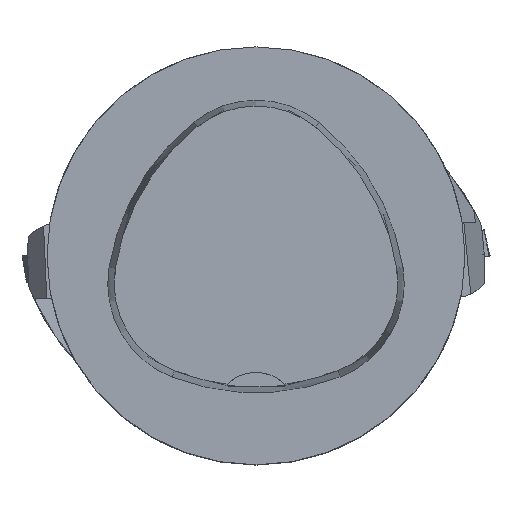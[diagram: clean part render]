
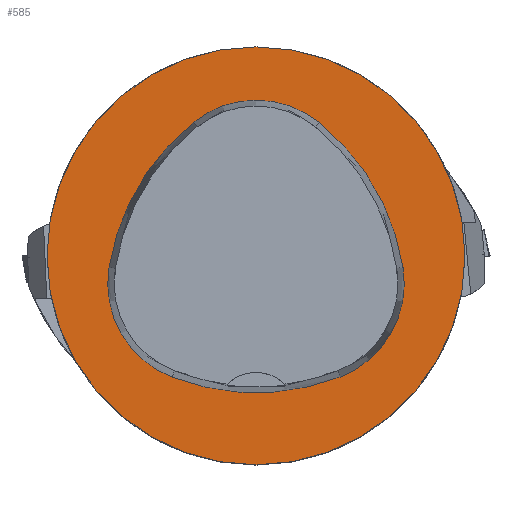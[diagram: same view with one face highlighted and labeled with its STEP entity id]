
A CAD part, top view. The second image highlights one B-rep face of the part: STEP entity #585.
In plain terms, the highlighted planar face has unit normal (0, 0, 1).
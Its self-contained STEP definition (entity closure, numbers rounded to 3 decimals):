
#307=FACE_BOUND('',#993,.T.);
#308=FACE_BOUND('',#994,.T.);
#407=PLANE('',#3959);
#585=ADVANCED_FACE('',(#307,#308),#407,.T.);
#993=EDGE_LOOP('',(#2466,#2467,#2468,#2469,#2470,#2471));
#994=EDGE_LOOP('',(#2472));
#2466=ORIENTED_EDGE('',*,*,#3416,.T.);
#2467=ORIENTED_EDGE('',*,*,#3396,.T.);
#2468=ORIENTED_EDGE('',*,*,#3400,.T.);
#2469=ORIENTED_EDGE('',*,*,#3403,.T.);
#2470=ORIENTED_EDGE('',*,*,#3406,.T.);
#2471=ORIENTED_EDGE('',*,*,#3414,.T.);
#2472=ORIENTED_EDGE('',*,*,#3387,.F.);
#2970=VERTEX_POINT('',#6043);
#2979=VERTEX_POINT('',#6062);
#2980=VERTEX_POINT('',#6063);
#2983=VERTEX_POINT('',#6071);
#2985=VERTEX_POINT('',#6077);
#2987=VERTEX_POINT('',#6083);
#2994=VERTEX_POINT('',#6104);
#3387=EDGE_CURVE('',#2970,#2970,#3570,.T.);
#3396=EDGE_CURVE('',#2979,#2980,#3571,.T.);
#3400=EDGE_CURVE('',#2980,#2983,#3573,.T.);
#3403=EDGE_CURVE('',#2983,#2985,#3575,.T.);
#3406=EDGE_CURVE('',#2985,#2987,#3577,.T.);
#3414=EDGE_CURVE('',#2987,#2994,#3581,.T.);
#3416=EDGE_CURVE('',#2994,#2979,#3583,.T.);
#3570=CIRCLE('',#3931,25.);
#3571=CIRCLE('',#3937,28.);
#3573=CIRCLE('',#3940,12.);
#3575=CIRCLE('',#3943,28.);
#3577=CIRCLE('',#3946,12.);
#3581=CIRCLE('',#3951,28.);
#3583=CIRCLE('',#3954,12.);
#3931=AXIS2_PLACEMENT_3D('',#6042,#4646,#4647);
#3937=AXIS2_PLACEMENT_3D('',#6061,#4662,#4663);
#3940=AXIS2_PLACEMENT_3D('',#6070,#4670,#4671);
#3943=AXIS2_PLACEMENT_3D('',#6076,#4677,#4678);
#3946=AXIS2_PLACEMENT_3D('',#6082,#4684,#4685);
#3951=AXIS2_PLACEMENT_3D('',#6105,#4696,#4697);
#3954=AXIS2_PLACEMENT_3D('',#6108,#4702,#4703);
#3959=AXIS2_PLACEMENT_3D('',#6113,#4712,#4713);
#4646=DIRECTION('',(0.,0.,-1.));
#4647=DIRECTION('',(-1.,0.,0.));
#4662=DIRECTION('',(0.,0.,-1.));
#4663=DIRECTION('',(-1.,0.,0.));
#4670=DIRECTION('',(0.,0.,-1.));
#4671=DIRECTION('',(-1.,0.,0.));
#4677=DIRECTION('',(0.,0.,-1.));
#4678=DIRECTION('',(-1.,0.,0.));
#4684=DIRECTION('',(0.,0.,-1.));
#4685=DIRECTION('',(-1.,0.,0.));
#4696=DIRECTION('',(0.,0.,-1.));
#4697=DIRECTION('',(-1.,0.,0.));
#4702=DIRECTION('',(0.,0.,-1.));
#4703=DIRECTION('',(-1.,0.,0.));
#4712=DIRECTION('',(0.,0.,1.));
#4713=DIRECTION('',(-1.,0.,0.));
#6042=CARTESIAN_POINT('',(0.,0.,0.));
#6043=CARTESIAN_POINT('',(-25.,0.,0.));
#6061=CARTESIAN_POINT('',(10.068,-5.824,0.));
#6062=CARTESIAN_POINT('',(-17.584,-1.424,0.));
#6063=CARTESIAN_POINT('',(-7.531,15.953,0.));
#6070=CARTESIAN_POINT('',(0.011,6.62,0.));
#6071=CARTESIAN_POINT('',(7.567,15.942,0.));
#6076=CARTESIAN_POINT('',(-10.063,-5.81,0.));
#6077=CARTESIAN_POINT('',(17.59,-1.418,0.));
#6082=CARTESIAN_POINT('',(5.739,-3.3,0.));
#6083=CARTESIAN_POINT('',(10.05,-14.499,0.));
#6104=CARTESIAN_POINT('',(-10.025,-14.516,0.));
#6105=CARTESIAN_POINT('',(-0.01,11.631,0.));
#6108=CARTESIAN_POINT('',(-5.733,-3.31,0.));
#6113=CARTESIAN_POINT('',(0.,0.,0.));
